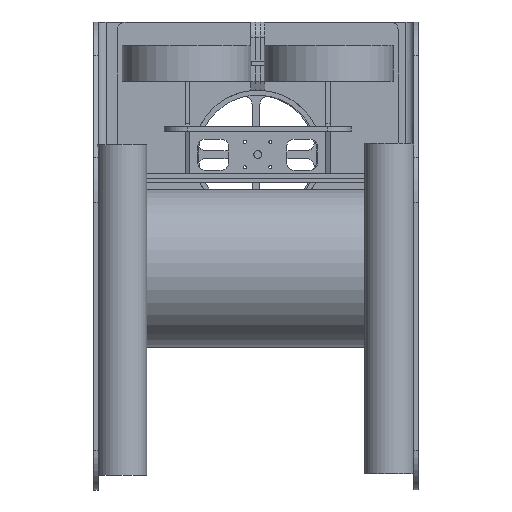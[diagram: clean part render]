
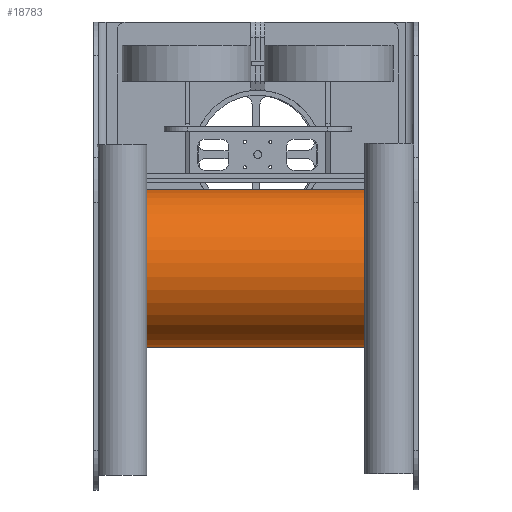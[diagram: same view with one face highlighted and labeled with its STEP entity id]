
A CAD part, front view. The second image highlights one B-rep face of the part: STEP entity #18783.
In plain terms, the highlighted cylindrical face has radius 50.5 mm (diameter 101 mm), a full revolution.
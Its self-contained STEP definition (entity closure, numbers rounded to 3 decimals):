
#18756=CARTESIAN_POINT('',(0.0,0.0,0.0));
#18757=DIRECTION('',(0.0,0.0,1.0));
#18758=DIRECTION('',(-1.0,0.0,0.0));
#18759=AXIS2_PLACEMENT_3D('',#18756,#18757,#18758);
#18760=CYLINDRICAL_SURFACE('',#18759,50.5);
#18761=CARTESIAN_POINT('',(50.5,0.,180.0));
#18762=VERTEX_POINT('',#18761);
#18763=CARTESIAN_POINT('',(0.0,0.0,180.0));
#18764=DIRECTION('',(0.0,0.0,-1.0));
#18765=DIRECTION('',(-1.0,0.0,0.0));
#18766=AXIS2_PLACEMENT_3D('',#18763,#18764,#18765);
#18767=CIRCLE('',#18766,50.5);
#18768=EDGE_CURVE('',#18762,#18762,#18767,.T.);
#18769=ORIENTED_EDGE('',*,*,#18768,.T.);
#18770=EDGE_LOOP('',(#18769));
#18771=FACE_OUTER_BOUND('',#18770,.T.);
#18772=CARTESIAN_POINT('',(50.5,0.,0.0));
#18773=VERTEX_POINT('',#18772);
#18774=CARTESIAN_POINT('',(0.0,0.0,0.0));
#18775=DIRECTION('',(0.0,0.0,-1.0));
#18776=DIRECTION('',(-1.0,0.0,0.0));
#18777=AXIS2_PLACEMENT_3D('',#18774,#18775,#18776);
#18778=CIRCLE('',#18777,50.5);
#18779=EDGE_CURVE('',#18773,#18773,#18778,.T.);
#18780=ORIENTED_EDGE('',*,*,#18779,.F.);
#18781=EDGE_LOOP('',(#18780));
#18782=FACE_BOUND('',#18781,.T.);
#18783=ADVANCED_FACE('',(#18771,#18782),#18760,.T.);
